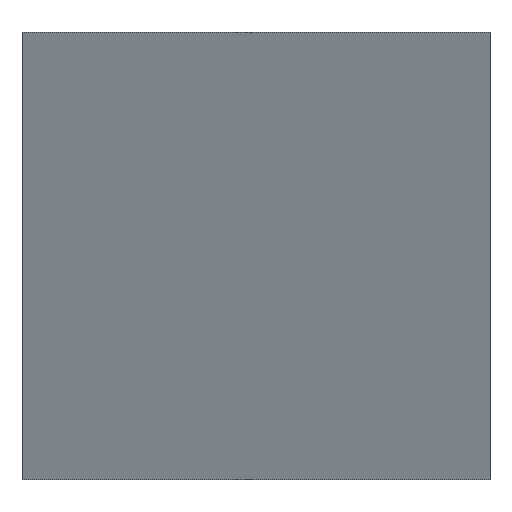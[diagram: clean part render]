
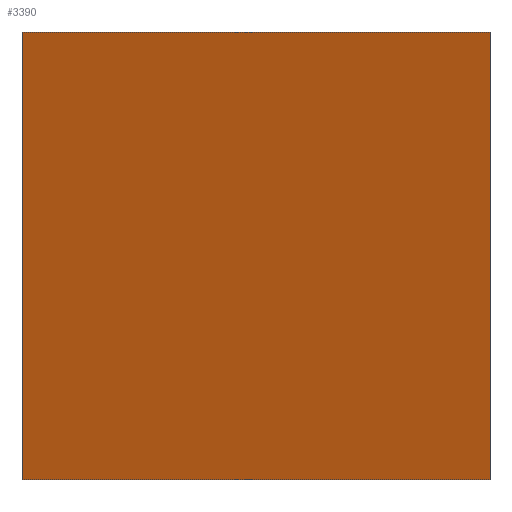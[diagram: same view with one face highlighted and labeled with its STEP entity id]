
A CAD part, front view. The second image highlights one B-rep face of the part: STEP entity #3390.
In plain terms, the highlighted planar face has unit normal (0, -0.951, -0.309).
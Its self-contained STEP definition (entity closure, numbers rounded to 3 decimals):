
#602=FACE_OUTER_BOUND('',#777,.T.);
#777=EDGE_LOOP('',(#2551,#2552,#2553,#2554));
#1155=LINE('',#5236,#1388);
#1173=LINE('',#5290,#1406);
#1174=LINE('',#5292,#1407);
#1175=LINE('',#5293,#1408);
#1388=VECTOR('',#4149,10.);
#1406=VECTOR('',#4191,10.);
#1407=VECTOR('',#4192,10.);
#1408=VECTOR('',#4193,10.);
#1624=VERTEX_POINT('',#5233);
#1625=VERTEX_POINT('',#5235);
#1643=VERTEX_POINT('',#5289);
#1644=VERTEX_POINT('',#5291);
#1971=EDGE_CURVE('',#1625,#1624,#1155,.T.);
#1996=EDGE_CURVE('',#1624,#1643,#1173,.T.);
#1997=EDGE_CURVE('',#1644,#1643,#1174,.T.);
#1998=EDGE_CURVE('',#1644,#1625,#1175,.T.);
#2551=ORIENTED_EDGE('',*,*,#1996,.T.);
#2552=ORIENTED_EDGE('',*,*,#1997,.F.);
#2553=ORIENTED_EDGE('',*,*,#1998,.T.);
#2554=ORIENTED_EDGE('',*,*,#1971,.T.);
#3333=PLANE('',#3609);
#3390=ADVANCED_FACE('',(#602),#3333,.T.);
#3609=AXIS2_PLACEMENT_3D('',#5288,#4189,#4190);
#4149=DIRECTION('',(-1.,0.,0.));
#4189=DIRECTION('center_axis',(0.,-0.951,-0.309));
#4190=DIRECTION('ref_axis',(0.,-0.309,0.951));
#4191=DIRECTION('',(0.,0.309,-0.951));
#4192=DIRECTION('',(-1.,0.,0.));
#4193=DIRECTION('',(0.,-0.309,0.951));
#5233=CARTESIAN_POINT('',(-53.72,-12.73,0.));
#5235=CARTESIAN_POINT('',(0.,-12.73,0.));
#5236=CARTESIAN_POINT('',(0.,-12.73,0.));
#5288=CARTESIAN_POINT('Origin',(0.,3.956,-51.357));
#5289=CARTESIAN_POINT('',(-53.72,3.956,-51.357));
#5290=CARTESIAN_POINT('',(-53.72,-0.102,-38.867));
#5291=CARTESIAN_POINT('',(0.,3.956,-51.357));
#5292=CARTESIAN_POINT('',(0.,3.956,-51.357));
#5293=CARTESIAN_POINT('',(0.,3.956,-51.357));
